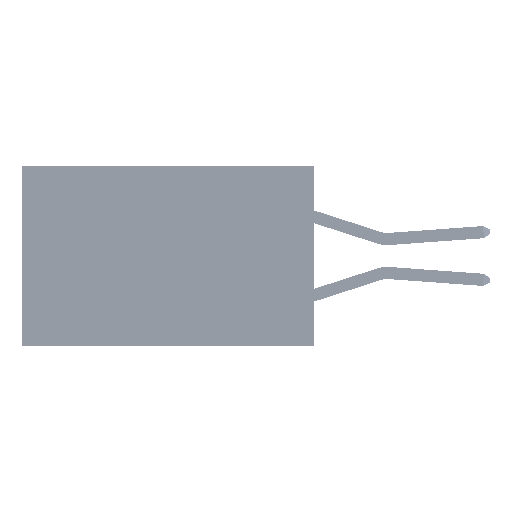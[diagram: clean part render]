
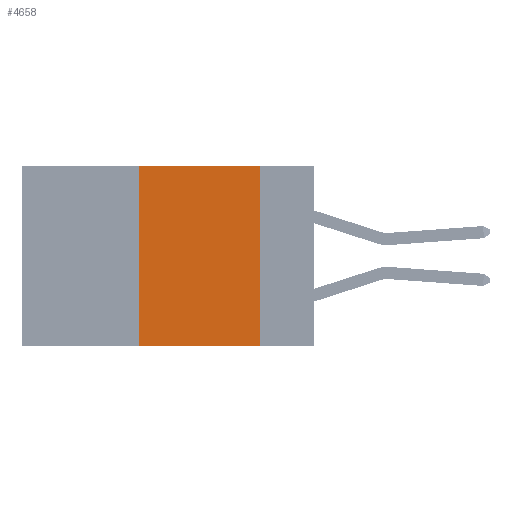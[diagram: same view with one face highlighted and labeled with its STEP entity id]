
A CAD part, left-side view. The second image highlights one B-rep face of the part: STEP entity #4658.
In plain terms, the highlighted planar face has unit normal (-1, 0, 0).
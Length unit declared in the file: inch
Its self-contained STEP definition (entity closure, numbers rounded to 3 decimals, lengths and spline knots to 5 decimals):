
#1091 = ORIENTED_EDGE ( 'NONE', *, *, #30508, .F. ) ;
#3353 = AXIS2_PLACEMENT_3D ( 'NONE', #10356, #18917, #22572 ) ;
#4485 = CARTESIAN_POINT ( 'NONE',  ( 0., 0.6, 0. ) ) ;
#4658 = ADVANCED_FACE ( 'NONE', ( #22468 ), #43656, .F. ) ;
#4945 = CARTESIAN_POINT ( 'NONE',  ( 0., 0.11, -0.37 ) ) ;
#5587 = ORIENTED_EDGE ( 'NONE', *, *, #12291, .T. ) ;
#7030 = LINE ( 'NONE', #34476, #20154 ) ;
#8445 = VERTEX_POINT ( 'NONE', #46799 ) ;
#10356 = CARTESIAN_POINT ( 'NONE',  ( 0., 0.6, 0. ) ) ;
#12208 = EDGE_CURVE ( 'NONE', #50830, #8445, #35681, .T. ) ;
#12228 = EDGE_LOOP ( 'NONE', ( #1091, #36776, #12940, #5587 ) ) ;
#12291 = EDGE_CURVE ( 'NONE', #18763, #21728, #7030, .T. ) ;
#12940 = ORIENTED_EDGE ( 'NONE', *, *, #37562, .F. ) ;
#13613 = VECTOR ( 'NONE', #33771, 39.37008 ) ;
#14956 = VECTOR ( 'NONE', #33201, 39.37008 ) ;
#18763 = VERTEX_POINT ( 'NONE', #42694 ) ;
#18917 = DIRECTION ( 'NONE',  ( 1., 0., 0. ) ) ;
#20154 = VECTOR ( 'NONE', #47268, 39.37008 ) ;
#21728 = VERTEX_POINT ( 'NONE', #4945 ) ;
#22468 = FACE_OUTER_BOUND ( 'NONE', #12228, .T. ) ;
#22572 = DIRECTION ( 'NONE',  ( 0., 0., -1. ) ) ;
#24105 = CARTESIAN_POINT ( 'NONE',  ( 0., 0.11, 0. ) ) ;
#26160 = VECTOR ( 'NONE', #36581, 39.37008 ) ;
#27295 = LINE ( 'NONE', #37029, #14956 ) ;
#28037 = CARTESIAN_POINT ( 'NONE',  ( 0., 0.36, 0. ) ) ;
#30508 = EDGE_CURVE ( 'NONE', #8445, #21728, #39822, .T. ) ;
#33201 = DIRECTION ( 'NONE',  ( 0., 0., 1. ) ) ;
#33771 = DIRECTION ( 'NONE',  ( 0., -1., 0. ) ) ;
#34476 = CARTESIAN_POINT ( 'NONE',  ( 0., 0.6, -0.37 ) ) ;
#35681 = LINE ( 'NONE', #4485, #13613 ) ;
#36581 = DIRECTION ( 'NONE',  ( 0., 0., -1. ) ) ;
#36776 = ORIENTED_EDGE ( 'NONE', *, *, #12208, .F. ) ;
#37029 = CARTESIAN_POINT ( 'NONE',  ( 0., 0.36, 0. ) ) ;
#37562 = EDGE_CURVE ( 'NONE', #18763, #50830, #27295, .T. ) ;
#39822 = LINE ( 'NONE', #24105, #26160 ) ;
#42694 = CARTESIAN_POINT ( 'NONE',  ( 0., 0.36, -0.37 ) ) ;
#43656 = PLANE ( 'NONE',  #3353 ) ;
#46799 = CARTESIAN_POINT ( 'NONE',  ( 0., 0.11, 0. ) ) ;
#47268 = DIRECTION ( 'NONE',  ( 0., -1., 0. ) ) ;
#50830 = VERTEX_POINT ( 'NONE', #28037 ) ;
